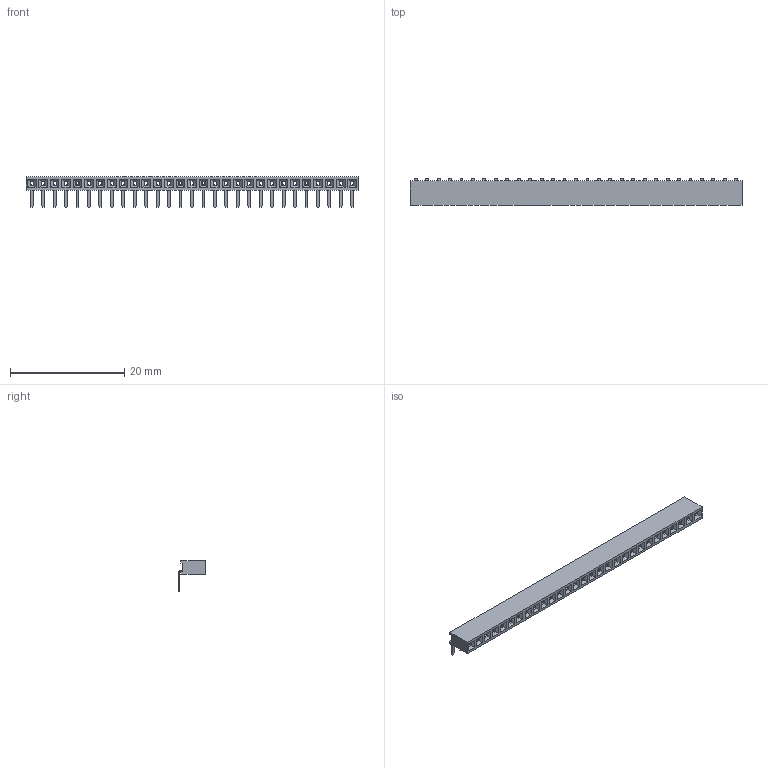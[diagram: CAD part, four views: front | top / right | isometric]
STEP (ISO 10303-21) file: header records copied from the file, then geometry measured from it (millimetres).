
FILE_DESCRIPTION(('STEP AP214'), '1');
FILE_NAME('PBS2-R1', '', ('UNSPECIFIED'), ('UNSPECIFIED'), 'ASCON STEP Converter 1.6', 'ASCON Math Kernel', '');
FILE_SCHEMA(('AUTOMOTIVE_DESIGN { 1 0 10303 214 3 1 1}'));
Length unit declared in the file: millimetre
Bounding box: 58 x 4.7 x 5.4 mm (x, y, z)
Volume: 400.8 mm3; surface area: 2279.8 mm2
Topology: 30 solids, 30 shells, 1895 faces, 5157 edges, 3322 vertices
Faces by surface type: plane 1460, cylinder 435
Entity records: 74387 total; most frequent: CARTESIAN_POINT 10375, ORIENTED_EDGE 10314, DIRECTION 9819, EDGE_CURVE 5157, LINE 4287, VECTOR 4287, VERTEX_POINT 3322, AXIS2_PLACEMENT_3D 2766
